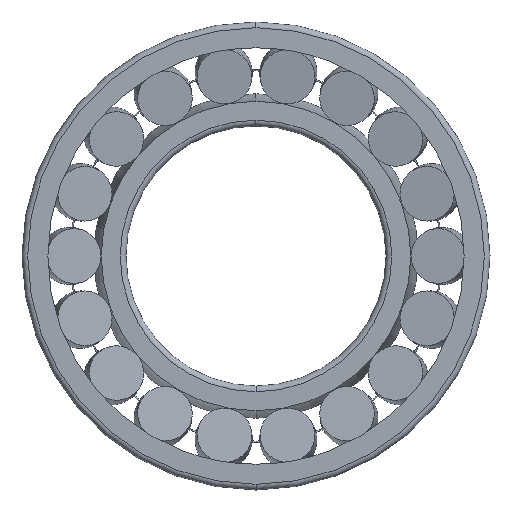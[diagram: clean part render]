
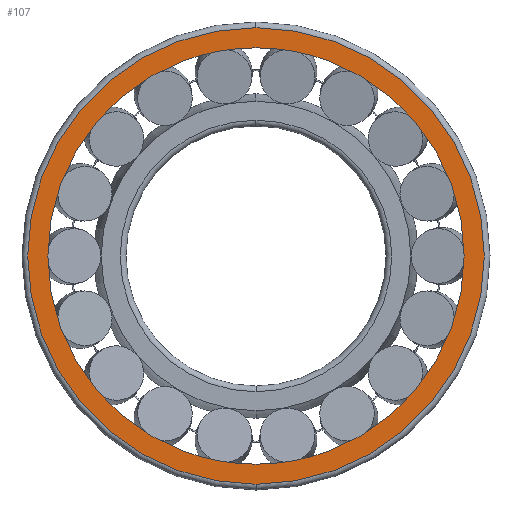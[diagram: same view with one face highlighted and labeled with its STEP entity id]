
A CAD part, left-side view. The second image highlights one B-rep face of the part: STEP entity #107.
In plain terms, the highlighted planar face has unit normal (-1, 0, 0).
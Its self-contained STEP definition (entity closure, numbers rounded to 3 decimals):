
#107=ADVANCED_FACE('',(#411,#412),#413,.T.);
#411=FACE_OUTER_BOUND('',#1012,.T.);
#412=FACE_BOUND('',#1013,.T.);
#413=PLANE('',#1014);
#1012=EDGE_LOOP('',(#1840,#1841,#1842));
#1013=EDGE_LOOP('',(#1843,#1844,#1845));
#1014=AXIS2_PLACEMENT_3D('',#1846,#1847,#1848);
#1840=ORIENTED_EDGE('',*,*,#3772,.F.);
#1841=ORIENTED_EDGE('',*,*,#3771,.F.);
#1842=ORIENTED_EDGE('',*,*,#3799,.F.);
#1843=ORIENTED_EDGE('',*,*,#3803,.T.);
#1844=ORIENTED_EDGE('',*,*,#3754,.T.);
#1845=ORIENTED_EDGE('',*,*,#3804,.T.);
#1846=CARTESIAN_POINT('',(0.,41.963,0.0));
#1847=DIRECTION('',(-1.0,0.,0.0));
#1848=DIRECTION('',(0.,-1.0,0.0));
#3754=EDGE_CURVE('',#4480,#4477,#4481,.T.);
#3771=EDGE_CURVE('',#4511,#4514,#4515,.T.);
#3772=EDGE_CURVE('',#4514,#4516,#4517,.T.);
#3799=EDGE_CURVE('',#4516,#4511,#4554,.T.);
#3803=EDGE_CURVE('',#4559,#4480,#4560,.T.);
#3804=EDGE_CURVE('',#4477,#4559,#4561,.T.);
#4477=VERTEX_POINT('',#5678);
#4480=VERTEX_POINT('',#5681);
#4481=CIRCLE('',#5682,40.026);
#4511=VERTEX_POINT('',#5714);
#4514=VERTEX_POINT('',#5717);
#4515=CIRCLE('',#5718,43.9);
#4516=VERTEX_POINT('',#5719);
#4517=CIRCLE('',#5720,43.9);
#4554=CIRCLE('',#5833,43.9);
#4559=VERTEX_POINT('',#5838);
#4560=CIRCLE('',#5839,40.026);
#4561=CIRCLE('',#5840,40.026);
#5678=CARTESIAN_POINT('',(0.,0.,-40.026));
#5681=CARTESIAN_POINT('',(0.,0.,40.026));
#5682=AXIS2_PLACEMENT_3D('',#11652,#11653,#11654);
#5714=CARTESIAN_POINT('',(0.0,0.,-43.9));
#5717=CARTESIAN_POINT('',(0.0,43.9,0.0));
#5718=AXIS2_PLACEMENT_3D('',#11699,#11700,#11701);
#5719=CARTESIAN_POINT('',(0.0,0.,43.9));
#5720=AXIS2_PLACEMENT_3D('',#11702,#11703,#11704);
#5833=AXIS2_PLACEMENT_3D('',#11756,#11757,#11758);
#5838=CARTESIAN_POINT('',(0.,40.026,0.0));
#5839=AXIS2_PLACEMENT_3D('',#11768,#11769,#11770);
#5840=AXIS2_PLACEMENT_3D('',#11771,#11772,#11773);
#11652=CARTESIAN_POINT('',(0.,0.0,0.0));
#11653=DIRECTION('',(1.0,0.0,0.0));
#11654=DIRECTION('',(0.0,1.0,0.0));
#11699=CARTESIAN_POINT('',(0.0,0.0,0.0));
#11700=DIRECTION('',(1.0,0.0,0.0));
#11701=DIRECTION('',(0.0,1.0,0.0));
#11702=CARTESIAN_POINT('',(0.0,0.0,0.0));
#11703=DIRECTION('',(1.0,0.0,0.0));
#11704=DIRECTION('',(0.0,1.0,0.0));
#11756=CARTESIAN_POINT('',(0.0,0.0,0.0));
#11757=DIRECTION('',(1.0,0.0,0.0));
#11758=DIRECTION('',(0.0,1.0,0.0));
#11768=CARTESIAN_POINT('',(0.,0.0,0.0));
#11769=DIRECTION('',(1.0,0.0,0.0));
#11770=DIRECTION('',(0.0,1.0,0.0));
#11771=CARTESIAN_POINT('',(0.,0.0,0.0));
#11772=DIRECTION('',(1.0,0.0,0.0));
#11773=DIRECTION('',(0.0,1.0,0.0));
